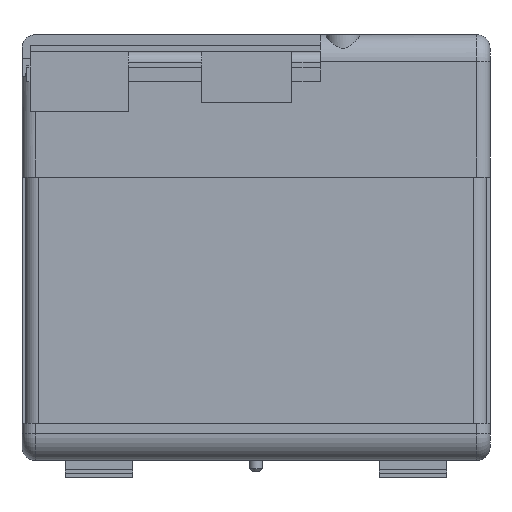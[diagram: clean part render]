
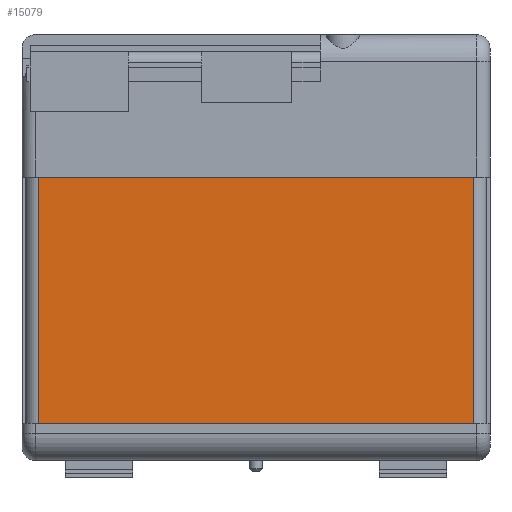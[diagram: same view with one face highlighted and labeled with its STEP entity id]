
A CAD part, front view. The second image highlights one B-rep face of the part: STEP entity #15079.
In plain terms, the highlighted planar face has unit normal (0, -1, 0).
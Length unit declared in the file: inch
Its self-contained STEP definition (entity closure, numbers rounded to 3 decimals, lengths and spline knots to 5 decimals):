
#83 = LINE ( 'NONE', #10468, #14357 ) ;
#1330 = DIRECTION ( 'NONE',  ( -1., 0., 0. ) ) ;
#1753 = ORIENTED_EDGE ( 'NONE', *, *, #8249, .F. ) ;
#2018 = PLANE ( 'NONE',  #9816 ) ;
#2139 = DIRECTION ( 'NONE',  ( 1., 0., 0. ) ) ;
#2628 = EDGE_CURVE ( 'NONE', #3121, #14700, #7266, .T. ) ;
#3121 = VERTEX_POINT ( 'NONE', #13593 ) ;
#3215 = LINE ( 'NONE', #30775, #18235 ) ;
#3798 = EDGE_CURVE ( 'NONE', #15488, #6756, #3215, .T. ) ;
#4852 = DIRECTION ( 'NONE',  ( 0., 0., -1. ) ) ;
#6756 = VERTEX_POINT ( 'NONE', #9442 ) ;
#7192 = CARTESIAN_POINT ( 'NONE',  ( 2.02, -2.9225, -1.63 ) ) ;
#7266 = LINE ( 'NONE', #15511, #20534 ) ;
#8249 = EDGE_CURVE ( 'NONE', #3121, #15488, #19013, .T. ) ;
#9442 = CARTESIAN_POINT ( 'NONE',  ( -2.02, -2.9225, -1.63 ) ) ;
#9816 = AXIS2_PLACEMENT_3D ( 'NONE', #35908, #19105, #2139 ) ;
#10468 = CARTESIAN_POINT ( 'NONE',  ( -2.02, -2.9225, 0.655 ) ) ;
#11541 = VECTOR ( 'NONE', #17503, 39.37008 ) ;
#13593 = CARTESIAN_POINT ( 'NONE',  ( 2.02, -2.9225, 0.655 ) ) ;
#13972 = DIRECTION ( 'NONE',  ( -1., 0., 0. ) ) ;
#14357 = VECTOR ( 'NONE', #4852, 39.37008 ) ;
#14700 = VERTEX_POINT ( 'NONE', #19251 ) ;
#15079 = ADVANCED_FACE ( 'NONE', ( #17907 ), #2018, .T. ) ;
#15488 = VERTEX_POINT ( 'NONE', #7192 ) ;
#15511 = CARTESIAN_POINT ( 'NONE',  ( 2.02, -2.9225, 0.655 ) ) ;
#17503 = DIRECTION ( 'NONE',  ( 0., 0., -1. ) ) ;
#17642 = ORIENTED_EDGE ( 'NONE', *, *, #3798, .F. ) ;
#17907 = FACE_OUTER_BOUND ( 'NONE', #27665, .T. ) ;
#18235 = VECTOR ( 'NONE', #13972, 39.37008 ) ;
#19013 = LINE ( 'NONE', #25838, #11541 ) ;
#19105 = DIRECTION ( 'NONE',  ( 0., -1., 0. ) ) ;
#19251 = CARTESIAN_POINT ( 'NONE',  ( -2.02, -2.9225, 0.655 ) ) ;
#20534 = VECTOR ( 'NONE', #1330, 39.37008 ) ;
#25261 = ORIENTED_EDGE ( 'NONE', *, *, #31158, .T. ) ;
#25838 = CARTESIAN_POINT ( 'NONE',  ( 2.02, -2.9225, 0.655 ) ) ;
#27665 = EDGE_LOOP ( 'NONE', ( #17642, #1753, #31377, #25261 ) ) ;
#30775 = CARTESIAN_POINT ( 'NONE',  ( 2.02, -2.9225, -1.63 ) ) ;
#31158 = EDGE_CURVE ( 'NONE', #14700, #6756, #83, .T. ) ;
#31377 = ORIENTED_EDGE ( 'NONE', *, *, #2628, .T. ) ;
#35908 = CARTESIAN_POINT ( 'NONE',  ( 2.02, -2.9225, 0.655 ) ) ;
